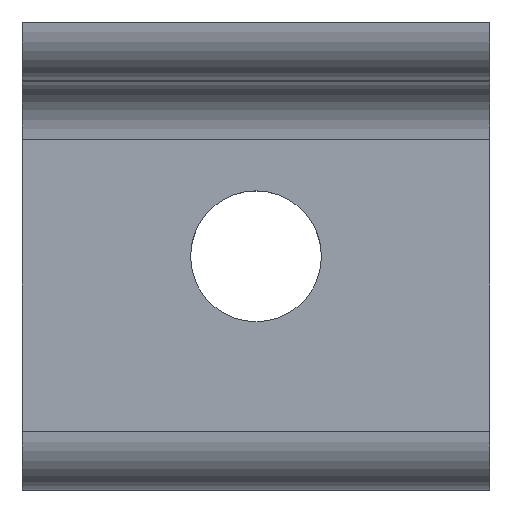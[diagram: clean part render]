
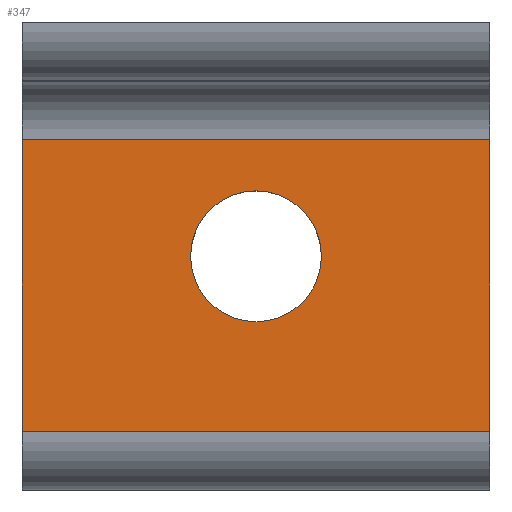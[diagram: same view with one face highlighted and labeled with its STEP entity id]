
A CAD part, top view. The second image highlights one B-rep face of the part: STEP entity #347.
In plain terms, the highlighted planar face has unit normal (0, 0, 1).
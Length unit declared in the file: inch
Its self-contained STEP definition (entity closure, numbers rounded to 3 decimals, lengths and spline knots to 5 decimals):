
#78=CARTESIAN_POINT('',(0.14,-0.5,0.125));
#79=VERTEX_POINT('',#78);
#95=CARTESIAN_POINT('',(-0.14,-0.5,0.125));
#96=VERTEX_POINT('',#95);
#103=CARTESIAN_POINT('',(0.,-0.5,0.125));
#104=DIRECTION('',(0.0,0.0,-1.0));
#105=DIRECTION('',(1.0,0.0,0.0));
#106=AXIS2_PLACEMENT_3D('',#103,#104,#105);
#107=CIRCLE('',#106,0.14);
#108=EDGE_CURVE('',#79,#96,#107,.T.);
#185=CARTESIAN_POINT('',(0.,-0.5,0.125));
#186=DIRECTION('',(0.0,0.0,-1.0));
#187=DIRECTION('',(1.0,0.0,0.0));
#188=AXIS2_PLACEMENT_3D('',#185,#186,#187);
#189=CIRCLE('',#188,0.14);
#190=EDGE_CURVE('',#96,#79,#189,.T.);
#285=CARTESIAN_POINT('',(-0.5,-0.25,0.125));
#286=VERTEX_POINT('',#285);
#294=CARTESIAN_POINT('',(0.5,-0.25,0.125));
#295=VERTEX_POINT('',#294);
#296=CARTESIAN_POINT('',(0.5,-0.25,0.125));
#297=DIRECTION('',(-1.0,0.0,0.0));
#298=VECTOR('',#297,1.0);
#299=LINE('',#296,#298);
#300=EDGE_CURVE('',#295,#286,#299,.T.);
#313=CARTESIAN_POINT('',(0.5,-0.25,0.125));
#314=DIRECTION('',(0.0,0.0,1.0));
#315=DIRECTION('',(1.0,0.0,0.0));
#316=AXIS2_PLACEMENT_3D('',#313,#314,#315);
#317=PLANE('',#316);
#318=CARTESIAN_POINT('',(-0.5,-0.875,0.125));
#319=VERTEX_POINT('',#318);
#320=CARTESIAN_POINT('',(-0.5,-0.25,0.125));
#321=DIRECTION('',(0.0,-1.0,0.0));
#322=VECTOR('',#321,0.625);
#323=LINE('',#320,#322);
#324=EDGE_CURVE('',#286,#319,#323,.T.);
#325=ORIENTED_EDGE('',*,*,#324,.T.);
#326=CARTESIAN_POINT('',(0.5,-0.875,0.125));
#327=VERTEX_POINT('',#326);
#328=CARTESIAN_POINT('',(0.5,-0.875,0.125));
#329=DIRECTION('',(-1.0,0.0,0.0));
#330=VECTOR('',#329,1.0);
#331=LINE('',#328,#330);
#332=EDGE_CURVE('',#327,#319,#331,.T.);
#333=ORIENTED_EDGE('',*,*,#332,.F.);
#334=CARTESIAN_POINT('',(0.5,-0.875,0.125));
#335=DIRECTION('',(0.0,1.0,0.0));
#336=VECTOR('',#335,0.625);
#337=LINE('',#334,#336);
#338=EDGE_CURVE('',#327,#295,#337,.T.);
#339=ORIENTED_EDGE('',*,*,#338,.T.);
#340=ORIENTED_EDGE('',*,*,#300,.T.);
#341=EDGE_LOOP('',(#325,#333,#339,#340));
#342=FACE_OUTER_BOUND('',#341,.T.);
#343=ORIENTED_EDGE('',*,*,#108,.T.);
#344=ORIENTED_EDGE('',*,*,#190,.T.);
#345=EDGE_LOOP('',(#343,#344));
#346=FACE_BOUND('',#345,.T.);
#347=ADVANCED_FACE('',(#342,#346),#317,.T.);
